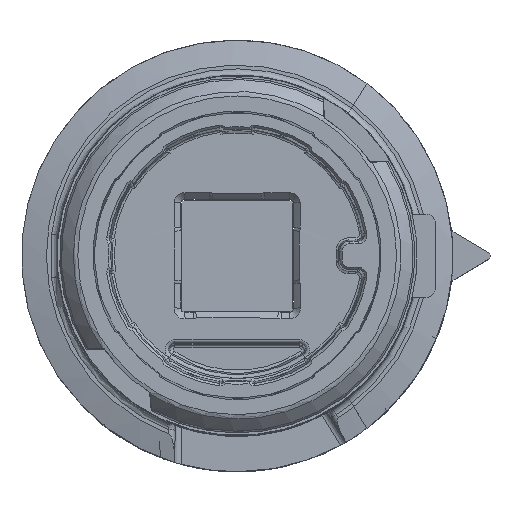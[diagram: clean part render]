
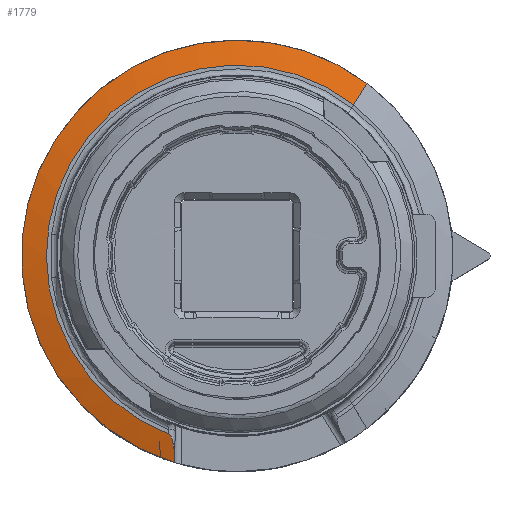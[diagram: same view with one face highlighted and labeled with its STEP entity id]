
A CAD part, top view. The second image highlights one B-rep face of the part: STEP entity #1779.
In plain terms, the highlighted conical face has half-angle 75.964 degrees and reference radius 23.288 mm.
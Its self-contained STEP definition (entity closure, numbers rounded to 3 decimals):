
#552=CONICAL_SURFACE('',#9326,23.288,75.964);
#1779=ADVANCED_FACE('',(#2361),#552,.T.);
#2361=FACE_OUTER_BOUND('',#2903,.T.);
#2903=EDGE_LOOP('',(#4941,#4942,#4943,#4944,#4945,#4946,#4947,#4948));
#3492=B_SPLINE_CURVE_WITH_KNOTS('',3,(#17957,#17958,#17959,#17960,#17961,
#17962,#17963,#17964,#17965,#17966),.UNSPECIFIED.,.F.,.F.,(4,2,2,2,4),(0.,
0.5,0.75,0.875,1.),.UNSPECIFIED.);
#3493=B_SPLINE_CURVE_WITH_KNOTS('',3,(#17967,#17968,#17969,#17970),
 .UNSPECIFIED.,.F.,.F.,(4,4),(0.,1.),.UNSPECIFIED.);
#3494=B_SPLINE_CURVE_WITH_KNOTS('',3,(#17971,#17972,#17973,#17974),
 .UNSPECIFIED.,.F.,.F.,(4,4),(0.,1.),.UNSPECIFIED.);
#3495=B_SPLINE_CURVE_WITH_KNOTS('',3,(#17976,#17977,#17978,#17979),
 .UNSPECIFIED.,.F.,.F.,(4,4),(0.,1.),.UNSPECIFIED.);
#3496=B_SPLINE_CURVE_WITH_KNOTS('',3,(#17981,#17982,#17983,#17984),
 .UNSPECIFIED.,.F.,.F.,(4,4),(0.,1.),.UNSPECIFIED.);
#4941=ORIENTED_EDGE('',*,*,#7926,.T.);
#4942=ORIENTED_EDGE('',*,*,#7885,.F.);
#4943=ORIENTED_EDGE('',*,*,#7927,.F.);
#4944=ORIENTED_EDGE('',*,*,#7841,.F.);
#4945=ORIENTED_EDGE('',*,*,#7928,.T.);
#4946=ORIENTED_EDGE('',*,*,#7929,.T.);
#4947=ORIENTED_EDGE('',*,*,#7930,.T.);
#4948=ORIENTED_EDGE('',*,*,#7856,.F.);
#6769=VERTEX_POINT('',#17468);
#6770=VERTEX_POINT('',#17470);
#6773=VERTEX_POINT('',#17479);
#6779=VERTEX_POINT('',#17509);
#6790=VERTEX_POINT('',#17739);
#6791=VERTEX_POINT('',#17741);
#6808=VERTEX_POINT('',#17975);
#6809=VERTEX_POINT('',#17980);
#7841=EDGE_CURVE('',#6769,#6770,#8555,.T.);
#7856=EDGE_CURVE('',#6779,#6773,#8560,.T.);
#7885=EDGE_CURVE('',#6790,#6791,#8568,.T.);
#7926=EDGE_CURVE('',#6779,#6791,#3492,.T.);
#7927=EDGE_CURVE('',#6770,#6790,#3493,.T.);
#7928=EDGE_CURVE('',#6769,#6808,#3494,.T.);
#7929=EDGE_CURVE('',#6808,#6809,#3495,.T.);
#7930=EDGE_CURVE('',#6809,#6773,#3496,.T.);
#8555=CIRCLE('',#9272,23.288);
#8560=CIRCLE('',#9279,23.288);
#8568=CIRCLE('',#9294,20.588);
#9272=AXIS2_PLACEMENT_3D('',#17469,#11011,#11012);
#9279=AXIS2_PLACEMENT_3D('',#17510,#11033,#11034);
#9294=AXIS2_PLACEMENT_3D('',#17740,#11070,#11071);
#9326=AXIS2_PLACEMENT_3D('',#17985,#11146,#11147);
#11011=DIRECTION('',(0.,0.,-1.));
#11012=DIRECTION('',(1.,0.,0.));
#11033=DIRECTION('',(0.,0.,-1.));
#11034=DIRECTION('',(1.,0.,0.));
#11070=DIRECTION('',(0.,0.,1.));
#11071=DIRECTION('',(1.,0.,0.));
#11146=DIRECTION('',(0.,0.,-1.));
#11147=DIRECTION('',(1.,0.,0.));
#17468=CARTESIAN_POINT('',(-23.218,1.798,281.61));
#17469=CARTESIAN_POINT('',(0.,0.,281.61));
#17470=CARTESIAN_POINT('',(14.011,18.601,281.61));
#17479=CARTESIAN_POINT('',(-23.218,-1.798,281.61));
#17509=CARTESIAN_POINT('',(-6.73,-22.294,281.61));
#17510=CARTESIAN_POINT('',(0.,0.,281.61));
#17739=CARTESIAN_POINT('',(12.574,16.301,282.285));
#17740=CARTESIAN_POINT('',(0.,0.,282.285));
#17741=CARTESIAN_POINT('',(-7.378,-19.22,282.285));
#17957=CARTESIAN_POINT('',(-6.73,-22.294,281.61));
#17958=CARTESIAN_POINT('',(-6.725,-21.764,281.737));
#17959=CARTESIAN_POINT('',(-6.753,-21.233,281.862));
#17960=CARTESIAN_POINT('',(-6.865,-20.437,282.042));
#17961=CARTESIAN_POINT('',(-6.914,-20.172,282.101));
#17962=CARTESIAN_POINT('',(-7.024,-19.782,282.184));
#17963=CARTESIAN_POINT('',(-7.067,-19.654,282.21));
#17964=CARTESIAN_POINT('',(-7.181,-19.409,282.258));
#17965=CARTESIAN_POINT('',(-7.248,-19.27,282.285));
#17966=CARTESIAN_POINT('',(-7.378,-19.22,282.285));
#17967=CARTESIAN_POINT('',(14.011,18.601,281.61));
#17968=CARTESIAN_POINT('',(13.532,17.835,281.835));
#17969=CARTESIAN_POINT('',(13.053,17.068,282.06));
#17970=CARTESIAN_POINT('',(12.574,16.301,282.285));
#17971=CARTESIAN_POINT('',(-23.218,1.798,281.61));
#17972=CARTESIAN_POINT('',(-23.219,1.781,281.61));
#17973=CARTESIAN_POINT('',(-23.22,1.763,281.61));
#17974=CARTESIAN_POINT('',(-23.22,1.746,281.61));
#17975=CARTESIAN_POINT('',(-23.22,1.746,281.61));
#17976=CARTESIAN_POINT('',(-23.22,1.746,281.61));
#17977=CARTESIAN_POINT('',(-23.22,0.581,281.632));
#17978=CARTESIAN_POINT('',(-23.22,-0.583,281.632));
#17979=CARTESIAN_POINT('',(-23.22,-1.746,281.61));
#17980=CARTESIAN_POINT('',(-23.22,-1.746,281.61));
#17981=CARTESIAN_POINT('',(-23.22,-1.746,281.61));
#17982=CARTESIAN_POINT('',(-23.22,-1.763,281.61));
#17983=CARTESIAN_POINT('',(-23.219,-1.781,281.61));
#17984=CARTESIAN_POINT('',(-23.218,-1.798,281.61));
#17985=CARTESIAN_POINT('',(0.,0.,281.61));
